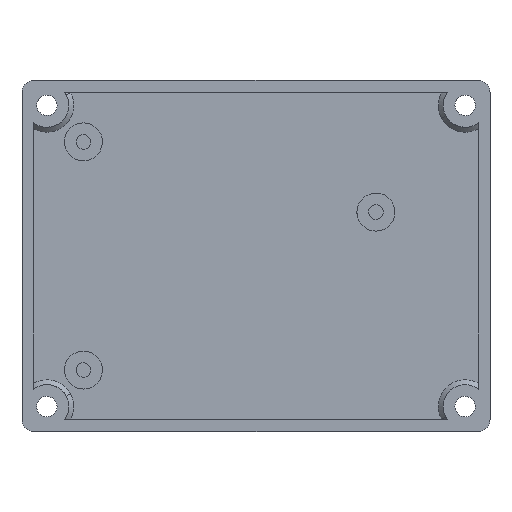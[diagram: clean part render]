
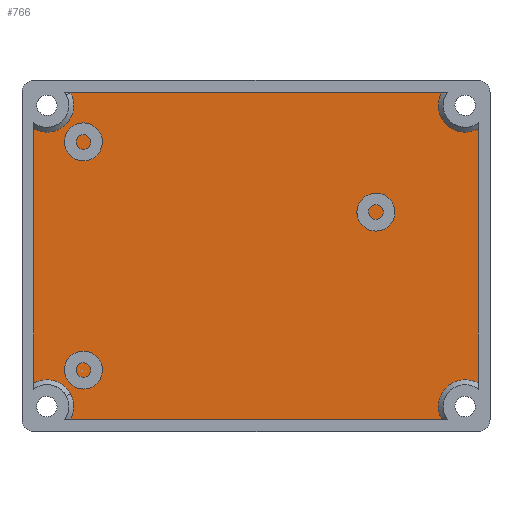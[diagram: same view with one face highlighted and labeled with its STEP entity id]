
A CAD part, top view. The second image highlights one B-rep face of the part: STEP entity #766.
In plain terms, the highlighted planar face has unit normal (0, 0, 1).
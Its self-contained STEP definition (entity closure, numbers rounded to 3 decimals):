
#653=AXIS2_PLACEMENT_3D('Plane Axis2P3D',#650,#651,#652) ;
#613=CARTESIAN_POINT('Control Point',(-31.763,-28.,2.)) ;
#614=CARTESIAN_POINT('Control Point',(-31.192,-26.989,2.)) ;
#615=CARTESIAN_POINT('Control Point',(-30.963,-25.783,2.)) ;
#616=CARTESIAN_POINT('Control Point',(-31.176,-24.573,2.)) ;
#617=CARTESIAN_POINT('Control Point',(-31.732,-23.555,2.)) ;
#618=CARTESIAN_POINT('Vertex',(-31.763,-28.,2.)) ;
#620=CARTESIAN_POINT('Vertex',(-31.732,-23.555,2.)) ;
#650=CARTESIAN_POINT('Axis2P3D Location',(0.,0.,2.)) ;
#656=CARTESIAN_POINT('Control Point',(31.732,-27.945,2.)) ;
#657=CARTESIAN_POINT('Control Point',(31.742,-27.963,2.)) ;
#658=CARTESIAN_POINT('Control Point',(31.752,-27.982,2.)) ;
#659=CARTESIAN_POINT('Control Point',(31.763,-28.,2.)) ;
#660=CARTESIAN_POINT('Vertex',(31.732,-27.945,2.)) ;
#662=CARTESIAN_POINT('Vertex',(31.763,-28.,2.)) ;
#666=CARTESIAN_POINT('Control Point',(38.,-21.763,2.)) ;
#667=CARTESIAN_POINT('Control Point',(36.92,-21.153,2.)) ;
#668=CARTESIAN_POINT('Control Point',(35.634,-20.91,2.)) ;
#669=CARTESIAN_POINT('Control Point',(34.308,-21.128,2.)) ;
#670=CARTESIAN_POINT('Control Point',(32.132,-22.356,2.)) ;
#671=CARTESIAN_POINT('Control Point',(31.094,-24.604,2.)) ;
#672=CARTESIAN_POINT('Control Point',(30.956,-25.801,2.)) ;
#673=CARTESIAN_POINT('Control Point',(31.192,-26.956,2.)) ;
#674=CARTESIAN_POINT('Control Point',(31.732,-27.945,2.)) ;
#675=CARTESIAN_POINT('Vertex',(38.,-21.763,2.)) ;
#678=CARTESIAN_POINT('Line Origine',(38.,0.,2.)) ;
#682=CARTESIAN_POINT('Vertex',(38.,21.763,2.)) ;
#686=CARTESIAN_POINT('Control Point',(31.732,23.555,2.)) ;
#687=CARTESIAN_POINT('Control Point',(32.428,22.282,2.)) ;
#688=CARTESIAN_POINT('Control Point',(33.627,21.282,2.)) ;
#689=CARTESIAN_POINT('Control Point',(35.19,20.835,2.)) ;
#690=CARTESIAN_POINT('Control Point',(36.736,21.05,2.)) ;
#691=CARTESIAN_POINT('Control Point',(38.,21.763,2.)) ;
#692=CARTESIAN_POINT('Vertex',(31.732,23.555,2.)) ;
#696=CARTESIAN_POINT('Control Point',(31.763,28.,2.)) ;
#697=CARTESIAN_POINT('Control Point',(31.192,26.989,2.)) ;
#698=CARTESIAN_POINT('Control Point',(30.963,25.783,2.)) ;
#699=CARTESIAN_POINT('Control Point',(31.176,24.573,2.)) ;
#700=CARTESIAN_POINT('Control Point',(31.732,23.555,2.)) ;
#701=CARTESIAN_POINT('Vertex',(31.763,28.,2.)) ;
#704=CARTESIAN_POINT('Line Origine',(0.,28.,2.)) ;
#708=CARTESIAN_POINT('Vertex',(-31.763,28.,2.)) ;
#712=CARTESIAN_POINT('Control Point',(-31.763,28.,2.)) ;
#713=CARTESIAN_POINT('Control Point',(-31.752,27.982,2.)) ;
#714=CARTESIAN_POINT('Control Point',(-31.742,27.963,2.)) ;
#715=CARTESIAN_POINT('Control Point',(-31.732,27.945,2.)) ;
#716=CARTESIAN_POINT('Vertex',(-31.732,27.945,2.)) ;
#720=CARTESIAN_POINT('Control Point',(-31.732,27.945,2.)) ;
#721=CARTESIAN_POINT('Control Point',(-31.124,26.832,2.)) ;
#722=CARTESIAN_POINT('Control Point',(-30.902,25.509,2.)) ;
#723=CARTESIAN_POINT('Control Point',(-31.165,24.154,2.)) ;
#724=CARTESIAN_POINT('Control Point',(-32.477,22.021,2.)) ;
#725=CARTESIAN_POINT('Control Point',(-34.758,21.071,2.)) ;
#726=CARTESIAN_POINT('Control Point',(-35.924,20.97,2.)) ;
#727=CARTESIAN_POINT('Control Point',(-37.043,21.223,2.)) ;
#728=CARTESIAN_POINT('Control Point',(-38.,21.763,2.)) ;
#729=CARTESIAN_POINT('Vertex',(-38.,21.763,2.)) ;
#732=CARTESIAN_POINT('Line Origine',(-38.,0.,2.)) ;
#736=CARTESIAN_POINT('Vertex',(-38.,-21.763,2.)) ;
#740=CARTESIAN_POINT('Control Point',(-31.732,-23.555,2.)) ;
#741=CARTESIAN_POINT('Control Point',(-32.428,-22.282,2.)) ;
#742=CARTESIAN_POINT('Control Point',(-33.627,-21.282,2.)) ;
#743=CARTESIAN_POINT('Control Point',(-35.19,-20.835,2.)) ;
#744=CARTESIAN_POINT('Control Point',(-36.736,-21.05,2.)) ;
#745=CARTESIAN_POINT('Control Point',(-38.,-21.763,2.)) ;
#747=CARTESIAN_POINT('Line Origine',(0.,-28.,2.)) ;
#651=DIRECTION('Axis2P3D Direction',(0.,0.,1.)) ;
#652=DIRECTION('Axis2P3D XDirection',(1.,0.,0.)) ;
#679=DIRECTION('Vector Direction',(0.,1.,0.)) ;
#705=DIRECTION('Vector Direction',(1.,0.,0.)) ;
#733=DIRECTION('Vector Direction',(0.,1.,0.)) ;
#748=DIRECTION('Vector Direction',(1.,0.,0.)) ;
#680=VECTOR('Line Direction',#679,1.) ;
#706=VECTOR('Line Direction',#705,1.) ;
#734=VECTOR('Line Direction',#733,1.) ;
#749=VECTOR('Line Direction',#748,1.) ;
#753=ORIENTED_EDGE('',*,*,#664,.F.) ;
#754=ORIENTED_EDGE('',*,*,#677,.F.) ;
#755=ORIENTED_EDGE('',*,*,#684,.T.) ;
#756=ORIENTED_EDGE('',*,*,#694,.F.) ;
#757=ORIENTED_EDGE('',*,*,#703,.F.) ;
#758=ORIENTED_EDGE('',*,*,#710,.T.) ;
#759=ORIENTED_EDGE('',*,*,#718,.T.) ;
#760=ORIENTED_EDGE('',*,*,#731,.T.) ;
#761=ORIENTED_EDGE('',*,*,#738,.T.) ;
#762=ORIENTED_EDGE('',*,*,#746,.F.) ;
#763=ORIENTED_EDGE('',*,*,#622,.F.) ;
#764=ORIENTED_EDGE('',*,*,#751,.F.) ;
#766=ADVANCED_FACE('PartBody',(#765),#654,.T.) ;
#612=B_SPLINE_CURVE_WITH_KNOTS('',4,(#613,#614,#615,#616,#617),.UNSPECIFIED.,.F.,.U.,(5,5),(28.336,33.787),.UNSPECIFIED.) ;
#655=B_SPLINE_CURVE_WITH_KNOTS('',3,(#656,#657,#658,#659),.UNSPECIFIED.,.F.,.U.,(4,4),(16.894,16.968),.UNSPECIFIED.) ;
#665=B_SPLINE_CURVE_WITH_KNOTS('',5,(#666,#667,#668,#669,#670,#671,#672,#673,#674),.UNSPECIFIED.,.F.,.U.,(6,3,6),(2.995,10.276,16.894),.UNSPECIFIED.) ;
#685=B_SPLINE_CURVE_WITH_KNOTS('',5,(#686,#687,#688,#689,#690,#691),.UNSPECIFIED.,.F.,.U.,(6,6),(16.894,25.414),.UNSPECIFIED.) ;
#695=B_SPLINE_CURVE_WITH_KNOTS('',4,(#696,#697,#698,#699,#700),.UNSPECIFIED.,.F.,.U.,(5,5),(11.442,16.894),.UNSPECIFIED.) ;
#711=B_SPLINE_CURVE_WITH_KNOTS('',3,(#712,#713,#714,#715),.UNSPECIFIED.,.F.,.U.,(4,4),(33.714,33.787),.UNSPECIFIED.) ;
#719=B_SPLINE_CURVE_WITH_KNOTS('',5,(#720,#721,#722,#723,#724,#725,#726,#727,#728),.UNSPECIFIED.,.F.,.U.,(6,3,6),(0.,7.446,13.898),.UNSPECIFIED.) ;
#739=B_SPLINE_CURVE_WITH_KNOTS('',5,(#740,#741,#742,#743,#744,#745),.UNSPECIFIED.,.F.,.U.,(6,6),(0.,8.521),.UNSPECIFIED.) ;
#622=EDGE_CURVE('',#619,#621,#612,.T.) ;
#664=EDGE_CURVE('',#661,#663,#655,.T.) ;
#677=EDGE_CURVE('',#676,#661,#665,.T.) ;
#684=EDGE_CURVE('',#676,#683,#681,.T.) ;
#694=EDGE_CURVE('',#693,#683,#685,.T.) ;
#703=EDGE_CURVE('',#702,#693,#695,.T.) ;
#710=EDGE_CURVE('',#702,#709,#707,.F.) ;
#718=EDGE_CURVE('',#709,#717,#711,.T.) ;
#731=EDGE_CURVE('',#717,#730,#719,.T.) ;
#738=EDGE_CURVE('',#730,#737,#735,.F.) ;
#746=EDGE_CURVE('',#621,#737,#739,.T.) ;
#751=EDGE_CURVE('',#663,#619,#750,.F.) ;
#752=EDGE_LOOP('',(#753,#754,#755,#756,#757,#758,#759,#760,#761,#762,#763,#764)) ;
#765=FACE_OUTER_BOUND('',#752,.T.) ;
#681=LINE('Line',#678,#680) ;
#707=LINE('Line',#704,#706) ;
#735=LINE('Line',#732,#734) ;
#750=LINE('Line',#747,#749) ;
#654=PLANE('',#653) ;
#619=VERTEX_POINT('',#618) ;
#621=VERTEX_POINT('',#620) ;
#661=VERTEX_POINT('',#660) ;
#663=VERTEX_POINT('',#662) ;
#676=VERTEX_POINT('',#675) ;
#683=VERTEX_POINT('',#682) ;
#693=VERTEX_POINT('',#692) ;
#702=VERTEX_POINT('',#701) ;
#709=VERTEX_POINT('',#708) ;
#717=VERTEX_POINT('',#716) ;
#730=VERTEX_POINT('',#729) ;
#737=VERTEX_POINT('',#736) ;
